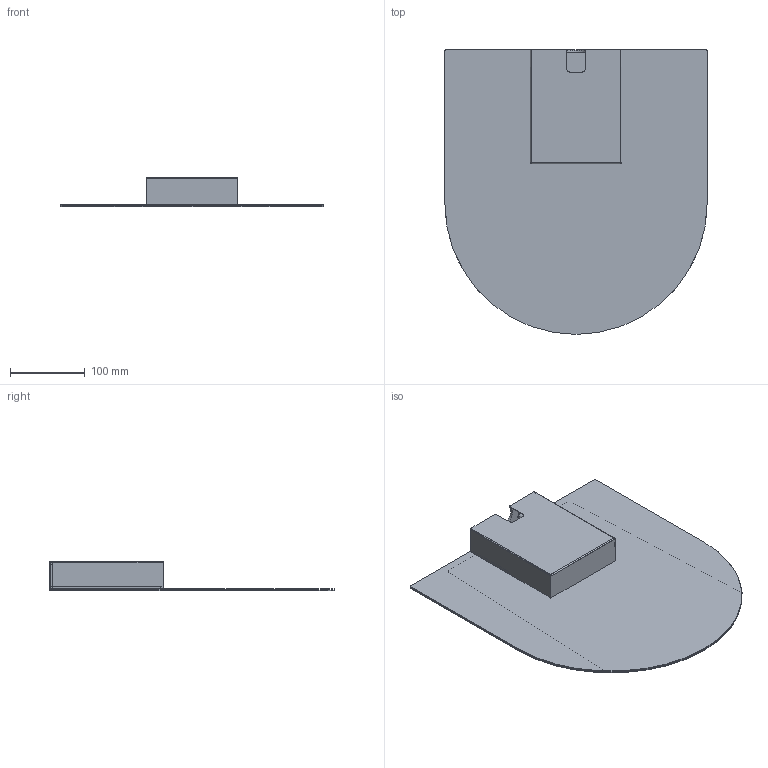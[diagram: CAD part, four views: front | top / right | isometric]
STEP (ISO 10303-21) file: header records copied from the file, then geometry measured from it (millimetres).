
FILE_DESCRIPTION(('STEP AP214'),'1');
FILE_NAME('Art.5065.stp','2023-06-12T05:47:47',(' '),(' '),'Spatial InterOp 3D',' ',' ');
FILE_SCHEMA(('AUTOMOTIVE_DESIGN { 1 0 10303 214 1 1 1 1 }'));
Length unit declared in the file: millimetre
Products named in the file (12): Art.5065; C_13060; T.RA010; ASSEM1; S.00103; M_1811; P_13062; P_13063; P_13061
Assembly tree (12 placements, depth 3):
  Art.5065
    C_13060
    T.RA010
      ASSEM1
      T.RA010
    S.00103  x2
      ASSEM1
      S.00103
    M_1811
    P_13062
    P_13063
    P_13061
Bounding box: 350 x 380 x 40 mm (x, y, z)
Volume: 368384.2 mm3; surface area: 662519.6 mm2
Topology: 8 solids, 8 shells, 174 faces, 435 edges, 285 vertices
Faces by surface type: plane 111, cylinder 54, cone 5, bspline 4
Full cylindrical faces by diameter (mm): 5 x2, 8.8 x2, 9 x1, 10.4 x2, 11.445 x1, 15.85 x1, 16.05 x1, 18.5 x1
Entity records: 6502 total; most frequent: CARTESIAN_POINT 885, DIRECTION 804, ORIENTED_EDGE 724, EDGE_CURVE 362, AXIS2_PLACEMENT_3D 271, LINE 262, VECTOR 262, VERTEX_POINT 240
